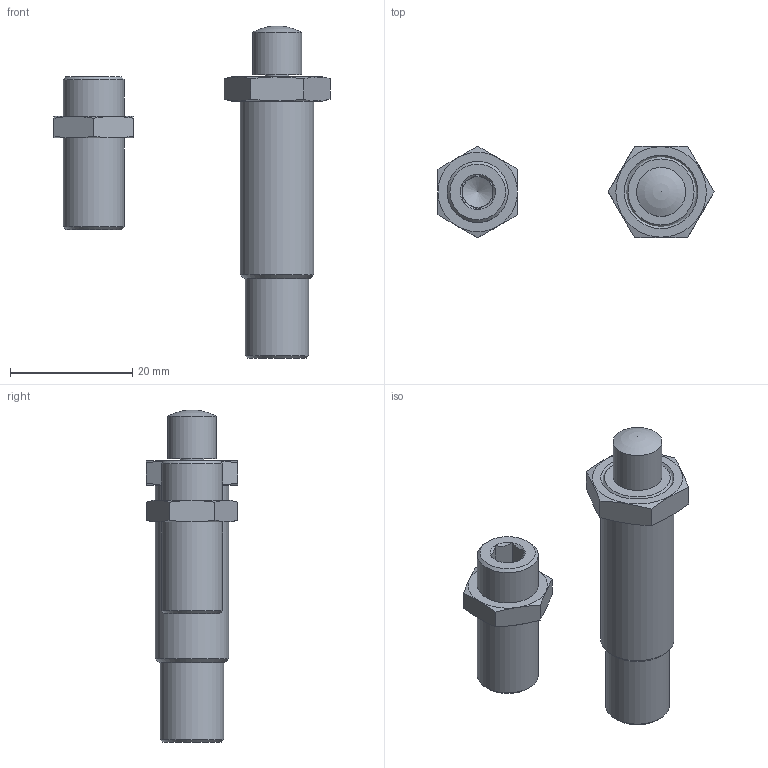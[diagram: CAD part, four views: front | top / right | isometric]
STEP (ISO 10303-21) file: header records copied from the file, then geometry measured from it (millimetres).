
FILE_DESCRIPTION(/* description */ ('STEP AP214'),/* implementation_level */ '2;1');
FILE_NAME(/* name */ '115315_SLZ-16-YSR-C',/* time_stamp */ '2024-09-15T07:24:39+02:00',/* author */ ('License CC BY-ND 4.0'),/* organization */ ('CADENAS'),/* preprocessor_version */ 'ST-DEVELOPER v19.3',/* originating_system */ 'PARTsolutions',/* authorisation */ ' ');
FILE_SCHEMA (('AUTOMOTIVE_DESIGN {1 0 10303 214 3 1 1}'));
Length unit declared in the file: millimetre
Products named in the file (4): 115315 SLZ-16-YSR-C---(02); 328963 SLZ-16-KF-A; 34571 YSR-8-8-C---(0_IN)-P; 348987 SPZ-20 M12X1-4-15
Assembly tree (3 placements, depth 2):
  115315 SLZ-16-YSR-C---(02)
    328963 SLZ-16-KF-A
    34571 YSR-8-8-C---(0_IN)-P
    348987 SPZ-20 M12X1-4-15
Bounding box: 45.16 x 15.01 x 54.3 mm (x, y, z)
Volume: 7686.9 mm3; surface area: 3802.8 mm2
Topology: 3 solids, 3 shells, 65 faces, 140 edges, 85 vertices
Faces by surface type: plane 34, cone 23, cylinder 7, sphere 1
Full cylindrical faces by diameter (mm): 4 x1, 8 x1, 10 x2, 10.4 x1, 10.917 x1, 12 x1
Entity records: 1747 total; most frequent: CARTESIAN_POINT 406, DIRECTION 252, ORIENTED_EDGE 228, EDGE_CURVE 114, AXIS2_PLACEMENT_3D 111, FACE_BOUND 91, EDGE_LOOP 90, VERTEX_POINT 79
